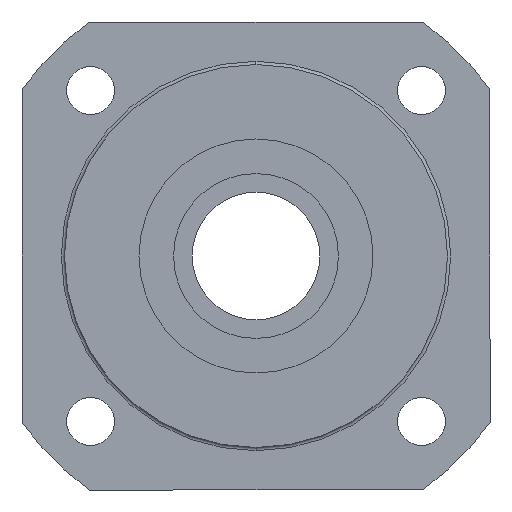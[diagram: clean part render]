
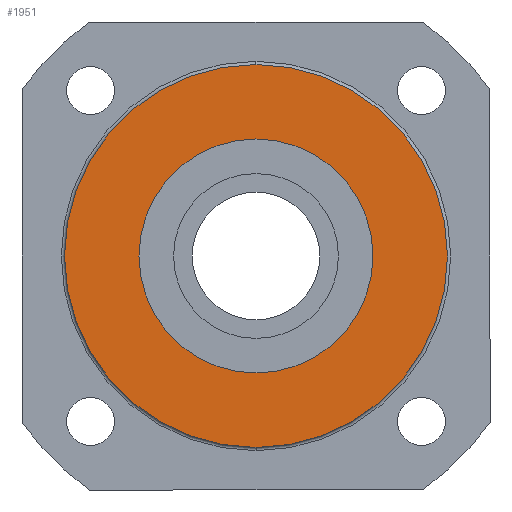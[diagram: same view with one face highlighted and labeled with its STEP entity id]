
A CAD part, left-side view. The second image highlights one B-rep face of the part: STEP entity #1951.
In plain terms, the highlighted planar face has unit normal (-1, 0, 0).
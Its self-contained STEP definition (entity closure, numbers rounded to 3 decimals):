
#14 = DIRECTION ( 'NONE',  ( 1., 0., 0. ) ) ;
#58 = DIRECTION ( 'NONE',  ( 0., 0., 1. ) ) ;
#203 = DIRECTION ( 'NONE',  ( 1., 0., 0. ) ) ;
#381 = DIRECTION ( 'NONE',  ( 0., 0., -1. ) ) ;
#525 = CARTESIAN_POINT ( 'NONE',  ( 0., 0., 0. ) ) ;
#541 = DIRECTION ( 'NONE',  ( 0., 1., 0. ) ) ;
#708 = CARTESIAN_POINT ( 'NONE',  ( 0., 0., 0. ) ) ;
#906 = AXIS2_PLACEMENT_3D ( 'NONE', #708, #203, #1874 ) ;
#1071 = CARTESIAN_POINT ( 'NONE',  ( 0., 0., 18. ) ) ;
#1097 = EDGE_LOOP ( 'NONE', ( #2154, #1535 ) ) ;
#1203 = CARTESIAN_POINT ( 'NONE',  ( 0., 0., 11. ) ) ;
#1205 = EDGE_CURVE ( 'NONE', #1896, #3547, #3226, .T. ) ;
#1351 = PLANE ( 'NONE',  #1761 ) ;
#1409 = ORIENTED_EDGE ( 'NONE', *, *, #3159, .T. ) ;
#1535 = ORIENTED_EDGE ( 'NONE', *, *, #1205, .F. ) ;
#1666 = AXIS2_PLACEMENT_3D ( 'NONE', #1779, #1757, #381 ) ;
#1701 = DIRECTION ( 'NONE',  ( 1., 0., 0. ) ) ;
#1757 = DIRECTION ( 'NONE',  ( 1., 0., 0. ) ) ;
#1761 = AXIS2_PLACEMENT_3D ( 'NONE', #3545, #1944, #541 ) ;
#1779 = CARTESIAN_POINT ( 'NONE',  ( 0., 0., 0. ) ) ;
#1857 = CIRCLE ( 'NONE', #2891, 11. ) ;
#1874 = DIRECTION ( 'NONE',  ( 0., 0., -1. ) ) ;
#1896 = VERTEX_POINT ( 'NONE', #3234 ) ;
#1944 = DIRECTION ( 'NONE',  ( -1., 0., 0. ) ) ;
#1951 = ADVANCED_FACE ( 'NONE', ( #3323, #2482 ), #1351, .T. ) ;
#2119 = CARTESIAN_POINT ( 'NONE',  ( 0., 0., -11. ) ) ;
#2154 = ORIENTED_EDGE ( 'NONE', *, *, #2944, .F. ) ;
#2183 = CIRCLE ( 'NONE', #906, 18. ) ;
#2297 = VERTEX_POINT ( 'NONE', #2119 ) ;
#2361 = ORIENTED_EDGE ( 'NONE', *, *, #2511, .T. ) ;
#2405 = EDGE_LOOP ( 'NONE', ( #2361, #1409 ) ) ;
#2482 = FACE_BOUND ( 'NONE', #2405, .T. ) ;
#2511 = EDGE_CURVE ( 'NONE', #3263, #2297, #2761, .T. ) ;
#2753 = DIRECTION ( 'NONE',  ( 0., 0., 1. ) ) ;
#2761 = CIRCLE ( 'NONE', #2821, 11. ) ;
#2821 = AXIS2_PLACEMENT_3D ( 'NONE', #3078, #1701, #58 ) ;
#2891 = AXIS2_PLACEMENT_3D ( 'NONE', #525, #14, #2753 ) ;
#2944 = EDGE_CURVE ( 'NONE', #3547, #1896, #2183, .T. ) ;
#3078 = CARTESIAN_POINT ( 'NONE',  ( 0., 0., 0. ) ) ;
#3159 = EDGE_CURVE ( 'NONE', #2297, #3263, #1857, .T. ) ;
#3226 = CIRCLE ( 'NONE', #1666, 18. ) ;
#3234 = CARTESIAN_POINT ( 'NONE',  ( 0., 0., -18. ) ) ;
#3263 = VERTEX_POINT ( 'NONE', #1203 ) ;
#3323 = FACE_OUTER_BOUND ( 'NONE', #1097, .T. ) ;
#3545 = CARTESIAN_POINT ( 'NONE',  ( 0., -18.334, 18. ) ) ;
#3547 = VERTEX_POINT ( 'NONE', #1071 ) ;
